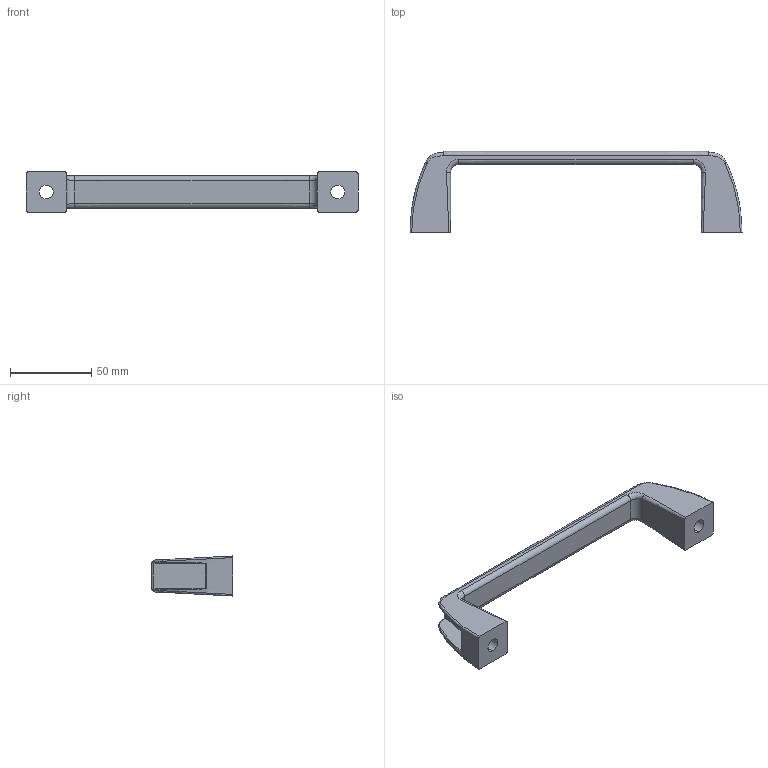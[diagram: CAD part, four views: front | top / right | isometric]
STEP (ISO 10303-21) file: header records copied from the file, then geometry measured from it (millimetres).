
FILE_DESCRIPTION (( 'STEP AP214' ), '1' );
FILE_NAME ('JWWINCO CABINET HANDLE CUH-6333220.STEP', '2022-12-18T13:32:51', ( '' ), ( '' ), 'SwSTEP 2.0', 'SolidWorks 2019', '' );
FILE_SCHEMA (( 'AUTOMOTIVE_DESIGN' ));
Length unit declared in the file: millimetre
Products named in the file (1): JWWINCO CABINET HANDLE CUH-6333220
Bounding box: 203.96 x 50.04 x 24.61 mm (x, y, z)
Volume: 52645.6 mm3; surface area: 20261.2 mm2
Topology: 1 solids, 1 shells, 70 faces, 178 edges, 112 vertices
Faces by surface type: bspline 32, cylinder 20, plane 18
Entity records: 3477 total; most frequent: CARTESIAN_POINT 2134, ORIENTED_EDGE 356, EDGE_CURVE 178, DIRECTION 160, VERTEX_POINT 112, EDGE_LOOP 76, B_SPLINE_CURVE_WITH_KNOTS 76, ADVANCED_FACE 70
